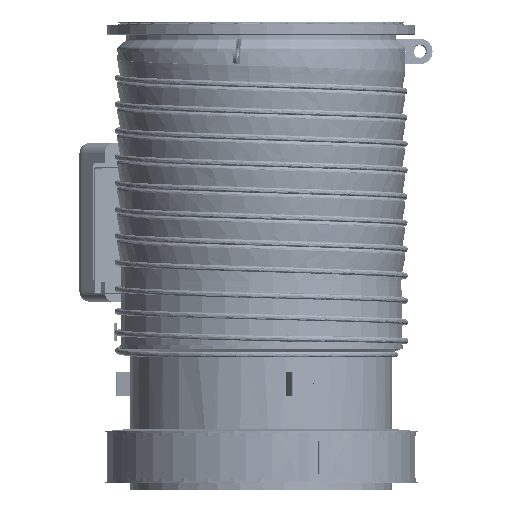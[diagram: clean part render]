
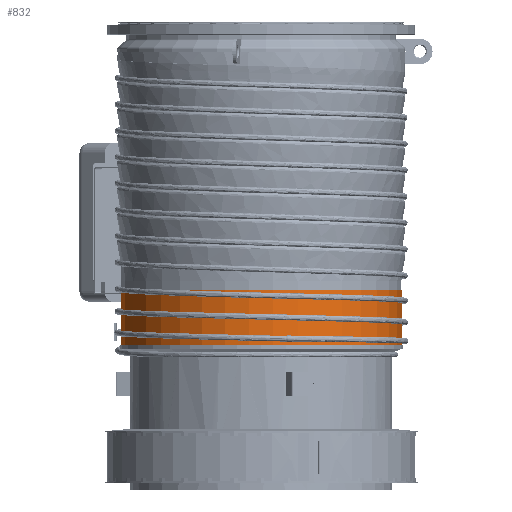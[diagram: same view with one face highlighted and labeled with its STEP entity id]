
A CAD part, left-side view. The second image highlights one B-rep face of the part: STEP entity #832.
In plain terms, the highlighted cylindrical face has radius 342.5 mm (diameter 685 mm), a full revolution.
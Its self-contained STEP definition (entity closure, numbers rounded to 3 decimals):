
#832=ADVANCED_FACE('',(#67156,#67158),#67160,.T.);
#67156=FACE_OUTER_BOUND('',#67157,.T.);
#67157=EDGE_LOOP('',(#74753));
#67158=FACE_OUTER_BOUND('',#67159,.T.);
#67159=EDGE_LOOP('',(#74754));
#67160=CYLINDRICAL_SURFACE('',#67161,342.5);
#67161=AXIS2_PLACEMENT_3D('',#67162,#67163,#67164);
#67162=CARTESIAN_POINT('',(0.,0.,320.));
#67163=DIRECTION('',(0.,0.,-1.));
#67164=DIRECTION('',(-0.966,0.259,0.));
#74753=ORIENTED_EDGE('',*,*,#78672,.T.);
#74754=ORIENTED_EDGE('',*,*,#78673,.F.);
#78672=EDGE_CURVE('',#83493,#83493,#83494,.T.);
#78673=EDGE_CURVE('',#83495,#83495,#83496,.T.);
#83493=VERTEX_POINT('',#116444);
#83494=CIRCLE('',#116445,342.5);
#83495=VERTEX_POINT('',#116449);
#83496=CIRCLE('',#116450,342.5);
#116444=CARTESIAN_POINT('',(-330.83,88.646,320.));
#116445=AXIS2_PLACEMENT_3D('',#116446,#116447,#116448);
#116446=CARTESIAN_POINT('',(0.,0.,320.));
#116447=DIRECTION('',(0.,0.,-1.));
#116448=DIRECTION('',(-0.966,0.259,0.));
#116449=CARTESIAN_POINT('',(-330.83,88.646,187.));
#116450=AXIS2_PLACEMENT_3D('',#116451,#116452,#116453);
#116451=CARTESIAN_POINT('',(0.,0.,187.));
#116452=DIRECTION('',(0.,0.,-1.));
#116453=DIRECTION('',(-0.966,0.259,0.));
